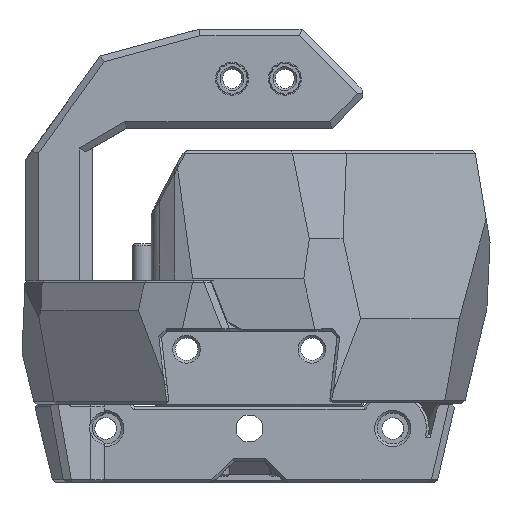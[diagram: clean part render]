
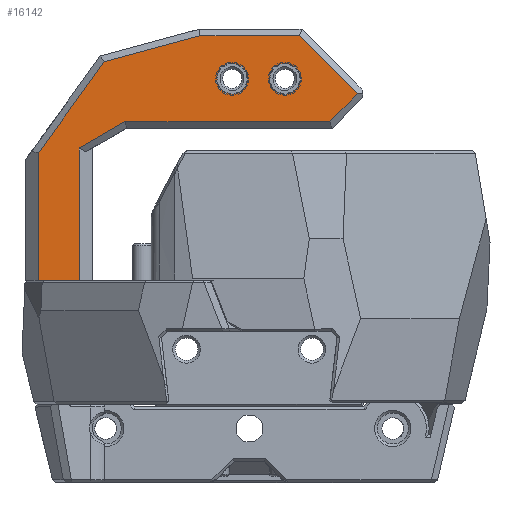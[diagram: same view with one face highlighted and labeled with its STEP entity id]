
A CAD part, top view. The second image highlights one B-rep face of the part: STEP entity #16142.
In plain terms, the highlighted planar face has unit normal (0, 0, 1).
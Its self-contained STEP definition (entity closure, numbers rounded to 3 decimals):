
#772=FACE_BOUND('',#2711,.T.);
#773=FACE_BOUND('',#2712,.T.);
#1025=PLANE('',#17300);
#1797=FACE_OUTER_BOUND('',#2710,.T.);
#2710=EDGE_LOOP('',(#12429,#12430,#12431,#12432,#12433,#12434,#12435,#12436,
#12437,#12438));
#2711=EDGE_LOOP('',(#12439));
#2712=EDGE_LOOP('',(#12440));
#3871=LINE('',#24439,#5385);
#3888=LINE('',#24472,#5402);
#3890=LINE('',#24476,#5404);
#3892=LINE('',#24480,#5406);
#3894=LINE('',#24484,#5408);
#3896=LINE('',#24488,#5410);
#3908=LINE('',#24529,#5422);
#3931=LINE('',#24590,#5445);
#3942=LINE('',#24613,#5456);
#3943=LINE('',#24614,#5457);
#5385=VECTOR('',#19552,1000.);
#5402=VECTOR('',#19577,1000.);
#5404=VECTOR('',#19581,1000.);
#5406=VECTOR('',#19585,1000.);
#5408=VECTOR('',#19589,1000.);
#5410=VECTOR('',#19593,1000.);
#5422=VECTOR('',#19641,1000.);
#5445=VECTOR('',#19700,1000.);
#5456=VECTOR('',#19723,1000.);
#5457=VECTOR('',#19724,1000.);
#6480=CIRCLE('',#17244,2.35);
#6490=CIRCLE('',#17288,2.35);
#7229=VERTEX_POINT('',#24390);
#7247=VERTEX_POINT('',#24433);
#7249=VERTEX_POINT('',#24437);
#7260=VERTEX_POINT('',#24467);
#7261=VERTEX_POINT('',#24470);
#7262=VERTEX_POINT('',#24475);
#7263=VERTEX_POINT('',#24479);
#7264=VERTEX_POINT('',#24483);
#7265=VERTEX_POINT('',#24487);
#7283=VERTEX_POINT('',#24557);
#7296=VERTEX_POINT('',#24589);
#7302=VERTEX_POINT('',#24612);
#9081=EDGE_CURVE('',#7229,#7229,#6480,.T.);
#9104=EDGE_CURVE('',#7249,#7247,#3871,.T.);
#9121=EDGE_CURVE('',#7261,#7260,#3888,.T.);
#9123=EDGE_CURVE('',#7260,#7262,#3890,.T.);
#9125=EDGE_CURVE('',#7262,#7263,#3892,.T.);
#9127=EDGE_CURVE('',#7264,#7249,#3894,.T.);
#9129=EDGE_CURVE('',#7263,#7265,#3896,.T.);
#9149=EDGE_CURVE('',#7261,#7247,#3908,.T.);
#9164=EDGE_CURVE('',#7283,#7283,#6490,.T.);
#9180=EDGE_CURVE('',#7265,#7296,#3931,.T.);
#9193=EDGE_CURVE('',#7296,#7302,#3942,.T.);
#9194=EDGE_CURVE('',#7302,#7264,#3943,.T.);
#12429=ORIENTED_EDGE('',*,*,#9193,.F.);
#12430=ORIENTED_EDGE('',*,*,#9180,.F.);
#12431=ORIENTED_EDGE('',*,*,#9129,.F.);
#12432=ORIENTED_EDGE('',*,*,#9125,.F.);
#12433=ORIENTED_EDGE('',*,*,#9123,.F.);
#12434=ORIENTED_EDGE('',*,*,#9121,.F.);
#12435=ORIENTED_EDGE('',*,*,#9149,.T.);
#12436=ORIENTED_EDGE('',*,*,#9104,.F.);
#12437=ORIENTED_EDGE('',*,*,#9127,.F.);
#12438=ORIENTED_EDGE('',*,*,#9194,.F.);
#12439=ORIENTED_EDGE('',*,*,#9081,.T.);
#12440=ORIENTED_EDGE('',*,*,#9164,.T.);
#16142=ADVANCED_FACE('',(#1797,#772,#773),#1025,.T.);
#17244=AXIS2_PLACEMENT_3D('',#24391,#19517,#19518);
#17288=AXIS2_PLACEMENT_3D('',#24558,#19674,#19675);
#17300=AXIS2_PLACEMENT_3D('',#24611,#19721,#19722);
#19517=DIRECTION('center_axis',(0.,0.,
-1.));
#19518=DIRECTION('ref_axis',(-1.,0.,0.));
#19552=DIRECTION('',(0.,-1.,0.));
#19577=DIRECTION('',(0.,1.,0.));
#19581=DIRECTION('',(0.586,0.811,0.));
#19585=DIRECTION('',(0.965,0.261,0.));
#19589=DIRECTION('',(-0.866,-0.5,0.));
#19593=DIRECTION('',(1.,0.,0.));
#19641=DIRECTION('',(1.,0.,0.));
#19674=DIRECTION('center_axis',(0.,0.,
-1.));
#19675=DIRECTION('ref_axis',(1.,0.,0.));
#19700=DIRECTION('',(0.707,-0.707,0.));
#19721=DIRECTION('center_axis',(0.,0.,
1.));
#19722=DIRECTION('ref_axis',(1.,0.,0.));
#19723=DIRECTION('',(-0.707,-0.707,0.));
#19724=DIRECTION('',(-1.,0.,0.));
#24390=CARTESIAN_POINT('',(-0.054,223.85,166.835));
#24391=CARTESIAN_POINT('Origin',(-2.404,223.85,166.835));
#24433=CARTESIAN_POINT('',(-25.58,193.3,166.835));
#24437=CARTESIAN_POINT('',(-25.58,213.35,166.835));
#24439=CARTESIAN_POINT('',(-25.58,218.6,166.835));
#24467=CARTESIAN_POINT('',(-31.772,212.56,166.835));
#24470=CARTESIAN_POINT('',(-31.772,193.3,166.835));
#24472=CARTESIAN_POINT('',(-31.772,208.575,166.835));
#24475=CARTESIAN_POINT('',(-21.755,226.429,166.835));
#24476=CARTESIAN_POINT('',(-22.488,225.414,166.835));
#24479=CARTESIAN_POINT('',(-7.271,230.35,166.835));
#24480=CARTESIAN_POINT('',(-14.44,228.409,166.835));
#24483=CARTESIAN_POINT('',(-18.652,217.35,166.835));
#24484=CARTESIAN_POINT('',(-9.768,222.479,166.835));
#24487=CARTESIAN_POINT('',(7.782,230.35,166.835));
#24488=CARTESIAN_POINT('',(-2.904,230.35,166.835));
#24529=CARTESIAN_POINT('',(-37.042,193.3,166.835));
#24557=CARTESIAN_POINT('',(3.246,223.85,166.835));
#24558=CARTESIAN_POINT('Origin',(5.596,223.85,166.835));
#24589=CARTESIAN_POINT('',(16.58,221.551,166.835));
#24590=CARTESIAN_POINT('',(8.314,229.817,166.835));
#24611=CARTESIAN_POINT('Origin',(13.095,222.65,166.835));
#24612=CARTESIAN_POINT('',(12.378,217.35,166.835));
#24613=CARTESIAN_POINT('',(16.337,221.308,166.835));
#24614=CARTESIAN_POINT('',(6.096,217.35,166.835));
